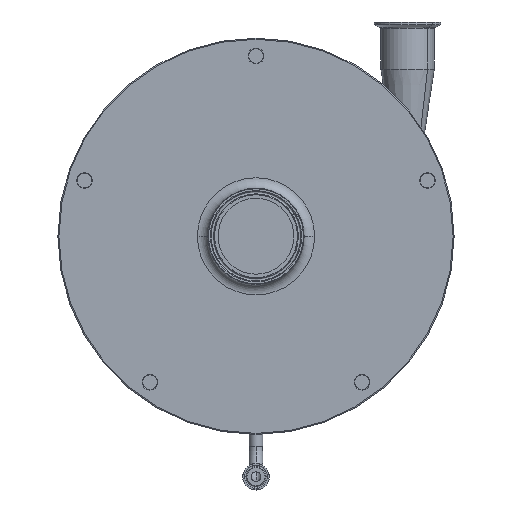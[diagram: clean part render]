
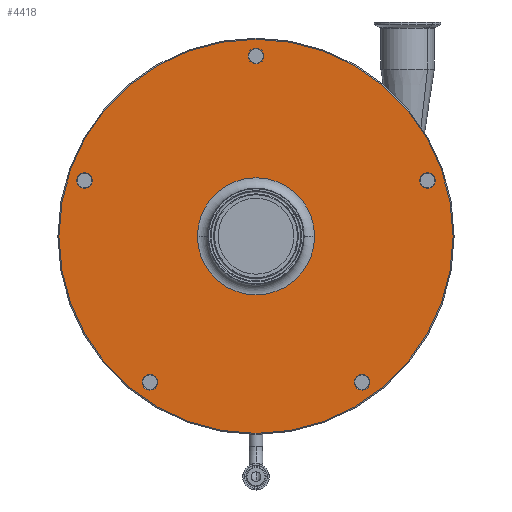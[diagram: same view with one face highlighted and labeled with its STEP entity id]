
A CAD part, top view. The second image highlights one B-rep face of the part: STEP entity #4418.
In plain terms, the highlighted planar face has unit normal (0, 0, 1).
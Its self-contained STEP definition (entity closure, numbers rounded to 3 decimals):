
#56 = CIRCLE ( 'NONE', #3394, 7.5 ) ;
#117 = CIRCLE ( 'NONE', #4135, 7.5 ) ;
#324 = EDGE_CURVE ( 'NONE', #6350, #673, #6175, .T. ) ;
#403 = CARTESIAN_POINT ( 'NONE',  ( 0., 0., 29.5 ) ) ;
#410 = CARTESIAN_POINT ( 'NONE',  ( 164.057, 45.805, 29.5 ) ) ;
#451 = DIRECTION ( 'NONE',  ( 0., 0., 1. ) ) ;
#466 = CIRCLE ( 'NONE', #1361, 7.5 ) ;
#545 = EDGE_CURVE ( 'NONE', #3863, #6838, #466, .T. ) ;
#552 = EDGE_CURVE ( 'NONE', #3812, #3762, #117, .T. ) ;
#603 = EDGE_CURVE ( 'NONE', #880, #1405, #5382, .T. ) ;
#648 = CARTESIAN_POINT ( 'NONE',  ( 7.5, 172.5, 29.5 ) ) ;
#673 = VERTEX_POINT ( 'NONE', #795 ) ;
#791 = DIRECTION ( 'NONE',  ( 0., 0., 1. ) ) ;
#795 = CARTESIAN_POINT ( 'NONE',  ( 56., 0., 29.5 ) ) ;
#831 = CIRCLE ( 'NONE', #2549, 56. ) ;
#880 = VERTEX_POINT ( 'NONE', #5817 ) ;
#881 = DIRECTION ( 'NONE',  ( 0., -1., 0. ) ) ;
#976 = ORIENTED_EDGE ( 'NONE', *, *, #6473, .F. ) ;
#977 = VERTEX_POINT ( 'NONE', #648 ) ;
#1099 = EDGE_CURVE ( 'NONE', #1405, #880, #5491, .T. ) ;
#1169 = DIRECTION ( 'NONE',  ( -1., 0., 0. ) ) ;
#1175 = ORIENTED_EDGE ( 'NONE', *, *, #545, .F. ) ;
#1248 = FACE_BOUND ( 'NONE', #3255, .T. ) ;
#1295 = ORIENTED_EDGE ( 'NONE', *, *, #2282, .F. ) ;
#1361 = AXIS2_PLACEMENT_3D ( 'NONE', #5423, #2752, #3232 ) ;
#1405 = VERTEX_POINT ( 'NONE', #1786 ) ;
#1457 = CARTESIAN_POINT ( 'NONE',  ( -101.393, -147.055, 29.5 ) ) ;
#1526 = DIRECTION ( 'NONE',  ( 0., 0., 1. ) ) ;
#1567 = DIRECTION ( 'NONE',  ( 0., 0., 1. ) ) ;
#1590 = DIRECTION ( 'NONE',  ( 0., -1., 0. ) ) ;
#1614 = DIRECTION ( 'NONE',  ( 0., 0., 1. ) ) ;
#1701 = CARTESIAN_POINT ( 'NONE',  ( 164.057, 53.305, 29.5 ) ) ;
#1705 = VERTEX_POINT ( 'NONE', #4611 ) ;
#1706 = DIRECTION ( 'NONE',  ( 0., 0., -1. ) ) ;
#1786 = CARTESIAN_POINT ( 'NONE',  ( -188.5, 0., 29.5 ) ) ;
#1847 = CARTESIAN_POINT ( 'NONE',  ( -56., 0., 29.5 ) ) ;
#2028 = ORIENTED_EDGE ( 'NONE', *, *, #603, .T. ) ;
#2222 = AXIS2_PLACEMENT_3D ( 'NONE', #6695, #5514, #4458 ) ;
#2262 = VERTEX_POINT ( 'NONE', #3664 ) ;
#2282 = EDGE_CURVE ( 'NONE', #2262, #977, #5854, .T. ) ;
#2508 = DIRECTION ( 'NONE',  ( 0., -1., 0. ) ) ;
#2527 = AXIS2_PLACEMENT_3D ( 'NONE', #4317, #5408, #6495 ) ;
#2549 = AXIS2_PLACEMENT_3D ( 'NONE', #7015, #1706, #1169 ) ;
#2608 = CIRCLE ( 'NONE', #6943, 7.5 ) ;
#2616 = EDGE_LOOP ( 'NONE', ( #1175, #976 ) ) ;
#2665 = ORIENTED_EDGE ( 'NONE', *, *, #5982, .F. ) ;
#2740 = EDGE_CURVE ( 'NONE', #673, #6350, #831, .T. ) ;
#2743 = EDGE_LOOP ( 'NONE', ( #5244, #2665 ) ) ;
#2752 = DIRECTION ( 'NONE',  ( 0., 0., 1. ) ) ;
#2835 = EDGE_CURVE ( 'NONE', #977, #2262, #5983, .T. ) ;
#2843 = DIRECTION ( 'NONE',  ( 0., 0., 1. ) ) ;
#2919 = FACE_OUTER_BOUND ( 'NONE', #6933, .T. ) ;
#2946 = CIRCLE ( 'NONE', #6938, 7.5 ) ;
#3232 = DIRECTION ( 'NONE',  ( 0., -1., 0. ) ) ;
#3242 = AXIS2_PLACEMENT_3D ( 'NONE', #6898, #451, #6998 ) ;
#3255 = EDGE_LOOP ( 'NONE', ( #6612, #4316 ) ) ;
#3259 = CARTESIAN_POINT ( 'NONE',  ( 164.057, 53.305, 29.5 ) ) ;
#3394 = AXIS2_PLACEMENT_3D ( 'NONE', #3259, #1614, #3752 ) ;
#3396 = PLANE ( 'NONE',  #2222 ) ;
#3461 = FACE_BOUND ( 'NONE', #5895, .T. ) ;
#3466 = CARTESIAN_POINT ( 'NONE',  ( -101.393, -132.055, 29.5 ) ) ;
#3526 = CARTESIAN_POINT ( 'NONE',  ( 0., 172.5, 29.5 ) ) ;
#3572 = DIRECTION ( 'NONE',  ( 0., 0., 1. ) ) ;
#3639 = EDGE_CURVE ( 'NONE', #1705, #4464, #7007, .T. ) ;
#3648 = CARTESIAN_POINT ( 'NONE',  ( 101.393, -132.055, 29.5 ) ) ;
#3664 = CARTESIAN_POINT ( 'NONE',  ( -7.5, 172.5, 29.5 ) ) ;
#3682 = DIRECTION ( 'NONE',  ( 0., 0., 1. ) ) ;
#3737 = DIRECTION ( 'NONE',  ( -1., 0., 0. ) ) ;
#3752 = DIRECTION ( 'NONE',  ( 0., -1., 0. ) ) ;
#3762 = VERTEX_POINT ( 'NONE', #5114 ) ;
#3796 = CARTESIAN_POINT ( 'NONE',  ( 0., 0., 29.5 ) ) ;
#3806 = AXIS2_PLACEMENT_3D ( 'NONE', #403, #3682, #4136 ) ;
#3812 = VERTEX_POINT ( 'NONE', #5722 ) ;
#3863 = VERTEX_POINT ( 'NONE', #1457 ) ;
#3935 = AXIS2_PLACEMENT_3D ( 'NONE', #5689, #791, #2508 ) ;
#4135 = AXIS2_PLACEMENT_3D ( 'NONE', #7003, #6485, #1590 ) ;
#4136 = DIRECTION ( 'NONE',  ( -1., 0., 0. ) ) ;
#4181 = CARTESIAN_POINT ( 'NONE',  ( 101.393, -139.555, 29.5 ) ) ;
#4316 = ORIENTED_EDGE ( 'NONE', *, *, #552, .F. ) ;
#4317 = CARTESIAN_POINT ( 'NONE',  ( 0., 0., 29.5 ) ) ;
#4319 = EDGE_CURVE ( 'NONE', #4483, #6984, #56, .T. ) ;
#4418 = ADVANCED_FACE ( 'NONE', ( #1248, #5054, #6163, #6664, #3461, #2919, #4990 ), #3396, .F. ) ;
#4458 = DIRECTION ( 'NONE',  ( -1., 0., 0. ) ) ;
#4464 = VERTEX_POINT ( 'NONE', #3648 ) ;
#4483 = VERTEX_POINT ( 'NONE', #5240 ) ;
#4587 = ORIENTED_EDGE ( 'NONE', *, *, #2835, .F. ) ;
#4611 = CARTESIAN_POINT ( 'NONE',  ( 101.393, -147.055, 29.5 ) ) ;
#4794 = EDGE_LOOP ( 'NONE', ( #6831, #6314 ) ) ;
#4868 = DIRECTION ( 'NONE',  ( 0., -1., 0. ) ) ;
#4932 = CARTESIAN_POINT ( 'NONE',  ( -101.393, -139.555, 29.5 ) ) ;
#4977 = DIRECTION ( 'NONE',  ( 0., -1., 0. ) ) ;
#4990 = FACE_BOUND ( 'NONE', #5444, .T. ) ;
#5041 = DIRECTION ( 'NONE',  ( 1., 0., 0. ) ) ;
#5054 = FACE_BOUND ( 'NONE', #2616, .T. ) ;
#5114 = CARTESIAN_POINT ( 'NONE',  ( -164.057, 45.805, 29.5 ) ) ;
#5240 = CARTESIAN_POINT ( 'NONE',  ( 164.057, 60.805, 29.5 ) ) ;
#5244 = ORIENTED_EDGE ( 'NONE', *, *, #3639, .F. ) ;
#5272 = EDGE_CURVE ( 'NONE', #6984, #4483, #5440, .T. ) ;
#5382 = CIRCLE ( 'NONE', #6302, 188.5 ) ;
#5405 = EDGE_CURVE ( 'NONE', #3762, #3812, #2946, .T. ) ;
#5408 = DIRECTION ( 'NONE',  ( 0., 0., -1. ) ) ;
#5423 = CARTESIAN_POINT ( 'NONE',  ( -101.393, -139.555, 29.5 ) ) ;
#5440 = CIRCLE ( 'NONE', #5550, 7.5 ) ;
#5444 = EDGE_LOOP ( 'NONE', ( #6902, #6548 ) ) ;
#5491 = CIRCLE ( 'NONE', #3806, 188.5 ) ;
#5514 = DIRECTION ( 'NONE',  ( 0., 0., -1. ) ) ;
#5540 = CARTESIAN_POINT ( 'NONE',  ( -164.057, 53.305, 29.5 ) ) ;
#5546 = AXIS2_PLACEMENT_3D ( 'NONE', #4181, #3572, #881 ) ;
#5550 = AXIS2_PLACEMENT_3D ( 'NONE', #1701, #6017, #4977 ) ;
#5689 = CARTESIAN_POINT ( 'NONE',  ( 101.393, -139.555, 29.5 ) ) ;
#5722 = CARTESIAN_POINT ( 'NONE',  ( -164.057, 60.805, 29.5 ) ) ;
#5742 = AXIS2_PLACEMENT_3D ( 'NONE', #3526, #2843, #5041 ) ;
#5817 = CARTESIAN_POINT ( 'NONE',  ( 188.5, 0., 29.5 ) ) ;
#5854 = CIRCLE ( 'NONE', #3242, 7.5 ) ;
#5895 = EDGE_LOOP ( 'NONE', ( #4587, #1295 ) ) ;
#5982 = EDGE_CURVE ( 'NONE', #4464, #1705, #6807, .T. ) ;
#5983 = CIRCLE ( 'NONE', #5742, 7.5 ) ;
#6017 = DIRECTION ( 'NONE',  ( 0., 0., 1. ) ) ;
#6163 = FACE_BOUND ( 'NONE', #2743, .T. ) ;
#6175 = CIRCLE ( 'NONE', #2527, 56. ) ;
#6214 = DIRECTION ( 'NONE',  ( 0., -1., 0. ) ) ;
#6302 = AXIS2_PLACEMENT_3D ( 'NONE', #3796, #1526, #3737 ) ;
#6314 = ORIENTED_EDGE ( 'NONE', *, *, #4319, .F. ) ;
#6350 = VERTEX_POINT ( 'NONE', #1847 ) ;
#6473 = EDGE_CURVE ( 'NONE', #6838, #3863, #2608, .T. ) ;
#6485 = DIRECTION ( 'NONE',  ( 0., 0., 1. ) ) ;
#6495 = DIRECTION ( 'NONE',  ( -1., 0., 0. ) ) ;
#6548 = ORIENTED_EDGE ( 'NONE', *, *, #2740, .T. ) ;
#6612 = ORIENTED_EDGE ( 'NONE', *, *, #5405, .F. ) ;
#6664 = FACE_BOUND ( 'NONE', #4794, .T. ) ;
#6674 = DIRECTION ( 'NONE',  ( 0., 0., 1. ) ) ;
#6695 = CARTESIAN_POINT ( 'NONE',  ( 0., 189.5, 29.5 ) ) ;
#6807 = CIRCLE ( 'NONE', #5546, 7.5 ) ;
#6831 = ORIENTED_EDGE ( 'NONE', *, *, #5272, .F. ) ;
#6838 = VERTEX_POINT ( 'NONE', #3466 ) ;
#6898 = CARTESIAN_POINT ( 'NONE',  ( 0., 172.5, 29.5 ) ) ;
#6902 = ORIENTED_EDGE ( 'NONE', *, *, #324, .T. ) ;
#6933 = EDGE_LOOP ( 'NONE', ( #6954, #2028 ) ) ;
#6938 = AXIS2_PLACEMENT_3D ( 'NONE', #5540, #6674, #6214 ) ;
#6943 = AXIS2_PLACEMENT_3D ( 'NONE', #4932, #1567, #4868 ) ;
#6954 = ORIENTED_EDGE ( 'NONE', *, *, #1099, .T. ) ;
#6984 = VERTEX_POINT ( 'NONE', #410 ) ;
#6998 = DIRECTION ( 'NONE',  ( 1., 0., 0. ) ) ;
#7003 = CARTESIAN_POINT ( 'NONE',  ( -164.057, 53.305, 29.5 ) ) ;
#7007 = CIRCLE ( 'NONE', #3935, 7.5 ) ;
#7015 = CARTESIAN_POINT ( 'NONE',  ( 0., 0., 29.5 ) ) ;
